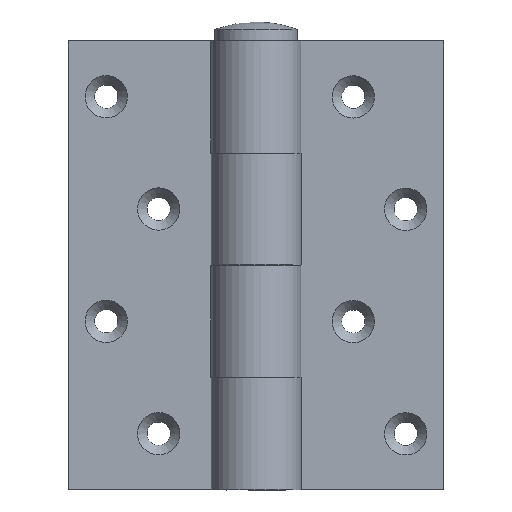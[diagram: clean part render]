
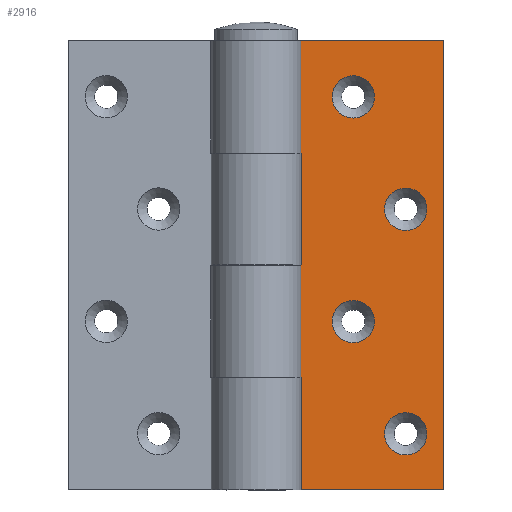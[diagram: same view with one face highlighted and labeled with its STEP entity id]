
A CAD part, front view. The second image highlights one B-rep face of the part: STEP entity #2916.
In plain terms, the highlighted planar face has unit normal (0, -1, 0).
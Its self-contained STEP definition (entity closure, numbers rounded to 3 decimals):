
#48=FACE_BOUND('',#431,.T.);
#49=FACE_BOUND('',#432,.T.);
#50=FACE_BOUND('',#433,.T.);
#51=FACE_BOUND('',#434,.T.);
#93=PLANE('',#3151);
#239=FACE_OUTER_BOUND('',#430,.T.);
#430=EDGE_LOOP('',(#2100,#2101,#2102,#2103,#2104,#2105,#2106,#2107,#2108,
#2109));
#431=EDGE_LOOP('',(#2110));
#432=EDGE_LOOP('',(#2111));
#433=EDGE_LOOP('',(#2112));
#434=EDGE_LOOP('',(#2113));
#631=LINE('',#4396,#905);
#635=LINE('',#4404,#909);
#638=LINE('',#4409,#912);
#642=LINE('',#4419,#916);
#646=LINE('',#4428,#920);
#650=LINE('',#4445,#924);
#653=LINE('',#4451,#927);
#655=LINE('',#4481,#929);
#656=LINE('',#4483,#930);
#657=LINE('',#4484,#931);
#905=VECTOR('',#3463,10.);
#909=VECTOR('',#3469,10.);
#912=VECTOR('',#3474,10.);
#916=VECTOR('',#3482,10.);
#920=VECTOR('',#3490,10.);
#924=VECTOR('',#3506,10.);
#927=VECTOR('',#3513,10.);
#929=VECTOR('',#3553,10.);
#930=VECTOR('',#3554,10.);
#931=VECTOR('',#3555,10.);
#1186=CIRCLE('',#3136,5.65);
#1188=CIRCLE('',#3140,5.65);
#1190=CIRCLE('',#3144,5.65);
#1192=CIRCLE('',#3148,5.65);
#1327=VERTEX_POINT('',#4393);
#1328=VERTEX_POINT('',#4395);
#1331=VERTEX_POINT('',#4403);
#1332=VERTEX_POINT('',#4408);
#1335=VERTEX_POINT('',#4416);
#1336=VERTEX_POINT('',#4418);
#1339=VERTEX_POINT('',#4426);
#1346=VERTEX_POINT('',#4444);
#1348=VERTEX_POINT('',#4456);
#1350=VERTEX_POINT('',#4462);
#1352=VERTEX_POINT('',#4468);
#1354=VERTEX_POINT('',#4474);
#1356=VERTEX_POINT('',#4480);
#1357=VERTEX_POINT('',#4482);
#1612=EDGE_CURVE('',#1328,#1327,#631,.T.);
#1616=EDGE_CURVE('',#1331,#1328,#635,.T.);
#1619=EDGE_CURVE('',#1332,#1331,#638,.T.);
#1624=EDGE_CURVE('',#1336,#1335,#642,.T.);
#1629=EDGE_CURVE('',#1335,#1339,#646,.T.);
#1637=EDGE_CURVE('',#1346,#1332,#650,.T.);
#1641=EDGE_CURVE('',#1327,#1336,#653,.T.);
#1643=EDGE_CURVE('',#1348,#1348,#1186,.T.);
#1645=EDGE_CURVE('',#1350,#1350,#1188,.T.);
#1647=EDGE_CURVE('',#1352,#1352,#1190,.T.);
#1649=EDGE_CURVE('',#1354,#1354,#1192,.T.);
#1651=EDGE_CURVE('',#1339,#1356,#655,.T.);
#1652=EDGE_CURVE('',#1357,#1356,#656,.T.);
#1653=EDGE_CURVE('',#1357,#1346,#657,.T.);
#2100=ORIENTED_EDGE('',*,*,#1612,.T.);
#2101=ORIENTED_EDGE('',*,*,#1641,.T.);
#2102=ORIENTED_EDGE('',*,*,#1624,.T.);
#2103=ORIENTED_EDGE('',*,*,#1629,.T.);
#2104=ORIENTED_EDGE('',*,*,#1651,.T.);
#2105=ORIENTED_EDGE('',*,*,#1652,.F.);
#2106=ORIENTED_EDGE('',*,*,#1653,.T.);
#2107=ORIENTED_EDGE('',*,*,#1637,.T.);
#2108=ORIENTED_EDGE('',*,*,#1619,.T.);
#2109=ORIENTED_EDGE('',*,*,#1616,.T.);
#2110=ORIENTED_EDGE('',*,*,#1643,.T.);
#2111=ORIENTED_EDGE('',*,*,#1645,.T.);
#2112=ORIENTED_EDGE('',*,*,#1647,.T.);
#2113=ORIENTED_EDGE('',*,*,#1649,.T.);
#2916=ADVANCED_FACE('',(#239,#48,#49,#50,#51),#93,.T.);
#3136=AXIS2_PLACEMENT_3D('',#4457,#3521,#3522);
#3140=AXIS2_PLACEMENT_3D('',#4463,#3529,#3530);
#3144=AXIS2_PLACEMENT_3D('',#4469,#3537,#3538);
#3148=AXIS2_PLACEMENT_3D('',#4475,#3545,#3546);
#3151=AXIS2_PLACEMENT_3D('',#4479,#3551,#3552);
#3463=DIRECTION('',(1.,0.,0.));
#3469=DIRECTION('',(0.,0.,1.));
#3474=DIRECTION('',(-1.,0.,0.));
#3482=DIRECTION('',(-1.,0.,0.));
#3490=DIRECTION('',(0.,0.,1.));
#3506=DIRECTION('',(0.,0.,1.));
#3513=DIRECTION('',(0.,0.,1.));
#3521=DIRECTION('center_axis',(0.,1.,0.));
#3522=DIRECTION('ref_axis',(1.,0.,0.));
#3529=DIRECTION('center_axis',(0.,1.,0.));
#3530=DIRECTION('ref_axis',(1.,0.,0.));
#3537=DIRECTION('center_axis',(0.,1.,0.));
#3538=DIRECTION('ref_axis',(1.,0.,0.));
#3545=DIRECTION('center_axis',(0.,1.,0.));
#3546=DIRECTION('ref_axis',(1.,0.,0.));
#3551=DIRECTION('center_axis',(0.,-1.,0.));
#3552=DIRECTION('ref_axis',(0.,0.,-1.));
#3553=DIRECTION('',(-1.,0.,0.));
#3554=DIRECTION('',(0.,0.,1.));
#3555=DIRECTION('',(1.,0.,0.));
#4393=CARTESIAN_POINT('',(0.,8.05,60.05));
#4395=CARTESIAN_POINT('',(-9.897,8.05,60.05));
#4396=CARTESIAN_POINT('',(-4.949,8.05,60.05));
#4403=CARTESIAN_POINT('',(-9.897,8.05,30.));
#4404=CARTESIAN_POINT('',(-9.897,8.05,15.));
#4408=CARTESIAN_POINT('',(0.,8.05,30.));
#4409=CARTESIAN_POINT('',(6.025,8.05,30.));
#4416=CARTESIAN_POINT('',(-9.897,8.05,89.95));
#4418=CARTESIAN_POINT('',(0.,8.05,89.95));
#4419=CARTESIAN_POINT('',(6.025,8.05,89.95));
#4426=CARTESIAN_POINT('',(-9.897,8.05,120.));
#4428=CARTESIAN_POINT('',(-9.897,8.05,44.975));
#4444=CARTESIAN_POINT('',(0.,8.05,0.));
#4445=CARTESIAN_POINT('',(0.,8.05,0.));
#4451=CARTESIAN_POINT('',(0.,8.05,0.));
#4456=CARTESIAN_POINT('',(-34.35,8.05,45.));
#4457=CARTESIAN_POINT('Origin',(-40.,8.05,45.));
#4462=CARTESIAN_POINT('',(-34.35,8.05,105.));
#4463=CARTESIAN_POINT('Origin',(-40.,8.05,105.));
#4468=CARTESIAN_POINT('',(-20.35,8.05,75.));
#4469=CARTESIAN_POINT('Origin',(-26.,8.05,75.));
#4474=CARTESIAN_POINT('',(-20.35,8.05,15.));
#4475=CARTESIAN_POINT('Origin',(-26.,8.05,15.));
#4479=CARTESIAN_POINT('Origin',(0.,8.05,0.));
#4480=CARTESIAN_POINT('',(-50.,8.05,120.));
#4481=CARTESIAN_POINT('',(-50.,8.05,120.));
#4482=CARTESIAN_POINT('',(-50.,8.05,0.));
#4483=CARTESIAN_POINT('',(-50.,8.05,0.));
#4484=CARTESIAN_POINT('',(-50.,8.05,0.));
